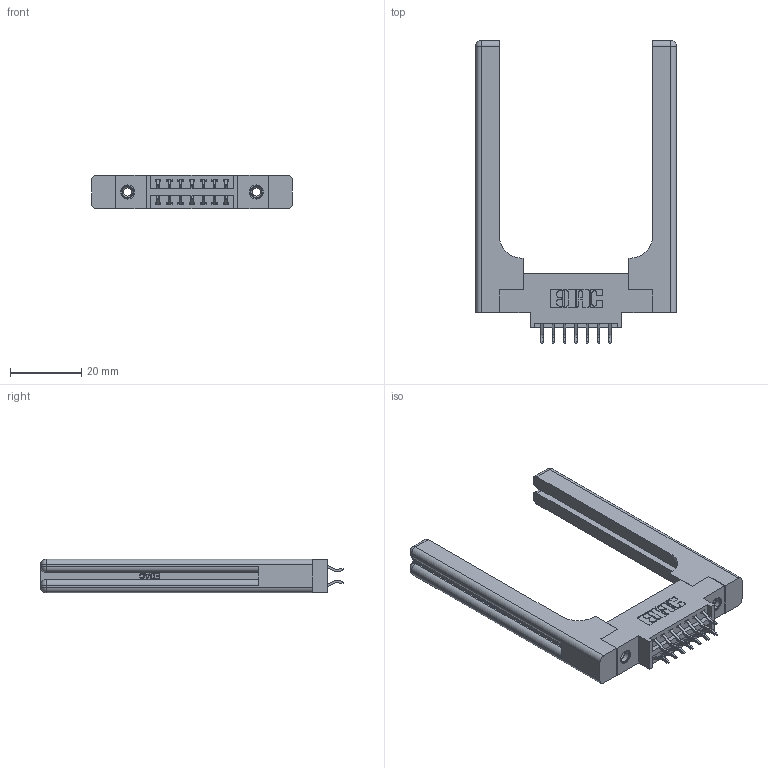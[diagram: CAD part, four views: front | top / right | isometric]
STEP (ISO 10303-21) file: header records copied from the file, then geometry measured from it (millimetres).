
FILE_DESCRIPTION (( 'STEP AP203' ), '1' );
FILE_NAME ('346-014-556-858.STEP', '2022-05-18T14:49:15', ( '' ), ( '' ), 'SwSTEP 2.0', 'SolidWorks 2020', '' );
FILE_SCHEMA (( 'CONFIG_CONTROL_DESIGN' ));
Length unit declared in the file: inch
Products named in the file (5): 345-292-001_556 Tail; 345-250-001_345-250-001-102; 346-014-556-858; 346-220-058_345-220-058; 346 Part_0.170 Offset - 0.156 Dia-TH
Assembly tree (19 placements, depth 2):
  346-014-556-858
    346 Part_0.170 Offset - 0.156 Dia-TH
    345-292-001_556 Tail  x14
    345-250-001_345-250-001-102  x2
    346-220-058_345-220-058  x2
Bounding box: 56.29 x 84.84 x 9.4 mm (x, y, z)
Volume: 12537.8 mm3; surface area: 11556.5 mm2
Topology: 19 solids, 19 shells, 1208 faces, 3465 edges, 2270 vertices
Faces by surface type: plane 788, cylinder 360, bspline 36, cone 12, sphere 8, torus 4
Entity records: 15230 total; most frequent: CARTESIAN_POINT 3587, ORIENTED_EDGE 2304, DIRECTION 2132, EDGE_CURVE 1152, VECTOR 892, LINE 892, VERTEX_POINT 758, AXIS2_PLACEMENT_3D 620
